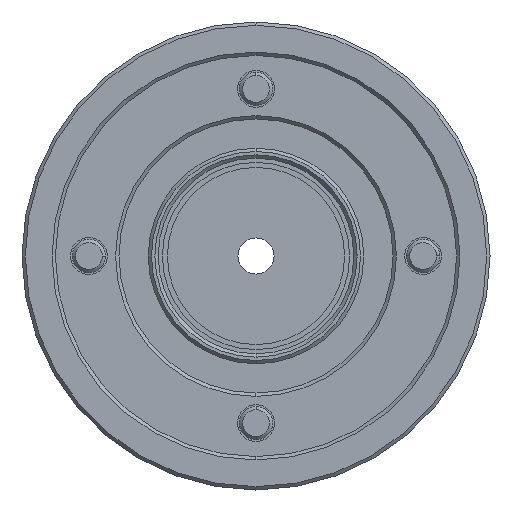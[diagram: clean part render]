
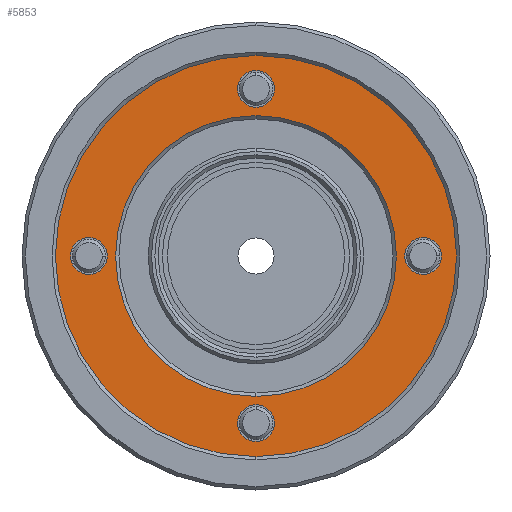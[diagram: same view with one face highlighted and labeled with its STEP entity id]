
A CAD part, left-side view. The second image highlights one B-rep face of the part: STEP entity #5853.
In plain terms, the highlighted planar face has unit normal (-1, 0, 0).
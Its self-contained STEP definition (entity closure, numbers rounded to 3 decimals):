
#85 = DIRECTION ( 'NONE',  ( 0., 0., -1. ) ) ;
#102 = EDGE_CURVE ( 'NONE', #6132, #3445, #2345, .T. ) ;
#132 = DIRECTION ( 'NONE',  ( 1., 0., 0. ) ) ;
#183 = CARTESIAN_POINT ( 'NONE',  ( 5., 0., -60. ) ) ;
#302 = FACE_BOUND ( 'NONE', #4348, .T. ) ;
#486 = CARTESIAN_POINT ( 'NONE',  ( 5., 0., 0. ) ) ;
#498 = EDGE_CURVE ( 'NONE', #6364, #5762, #5904, .T. ) ;
#527 = CARTESIAN_POINT ( 'NONE',  ( 5., 0., 55.5 ) ) ;
#529 = ORIENTED_EDGE ( 'NONE', *, *, #3957, .T. ) ;
#549 = AXIS2_PLACEMENT_3D ( 'NONE', #859, #4997, #1882 ) ;
#703 = CIRCLE ( 'NONE', #2587, 42. ) ;
#723 = CARTESIAN_POINT ( 'NONE',  ( 5., 0., 50. ) ) ;
#859 = CARTESIAN_POINT ( 'NONE',  ( 5., 41., 0. ) ) ;
#875 = AXIS2_PLACEMENT_3D ( 'NONE', #1908, #5536, #2426 ) ;
#957 = DIRECTION ( 'NONE',  ( 1., 0., 0. ) ) ;
#969 = DIRECTION ( 'NONE',  ( 1., 0., 0. ) ) ;
#996 = DIRECTION ( 'NONE',  ( 0., 0., -1. ) ) ;
#1154 = ORIENTED_EDGE ( 'NONE', *, *, #5735, .T. ) ;
#1333 = CARTESIAN_POINT ( 'NONE',  ( 5., 0., -55.5 ) ) ;
#1368 = VERTEX_POINT ( 'NONE', #6638 ) ;
#1492 = DIRECTION ( 'NONE',  ( 0., 0., -1. ) ) ;
#1517 = AXIS2_PLACEMENT_3D ( 'NONE', #4044, #957, #4573 ) ;
#1521 = EDGE_CURVE ( 'NONE', #5371, #3134, #5896, .T. ) ;
#1567 = AXIS2_PLACEMENT_3D ( 'NONE', #5563, #2449, #6077 ) ;
#1667 = EDGE_CURVE ( 'NONE', #5015, #1368, #2503, .T. ) ;
#1716 = CARTESIAN_POINT ( 'NONE',  ( 5., -50., 0. ) ) ;
#1730 = CARTESIAN_POINT ( 'NONE',  ( 5., 0., 0. ) ) ;
#1755 = CARTESIAN_POINT ( 'NONE',  ( 5., 0., 42. ) ) ;
#1882 = DIRECTION ( 'NONE',  ( 0., 0., -1. ) ) ;
#1908 = CARTESIAN_POINT ( 'NONE',  ( 5., 0., 50. ) ) ;
#1981 = CIRCLE ( 'NONE', #3402, 5.5 ) ;
#1995 = AXIS2_PLACEMENT_3D ( 'NONE', #6260, #3149, #85 ) ;
#1998 = ORIENTED_EDGE ( 'NONE', *, *, #5927, .T. ) ;
#2056 = CARTESIAN_POINT ( 'NONE',  ( 5., 0., 44.5 ) ) ;
#2109 = CIRCLE ( 'NONE', #5210, 60. ) ;
#2114 = EDGE_LOOP ( 'NONE', ( #4231, #2595 ) ) ;
#2185 = CARTESIAN_POINT ( 'NONE',  ( 5., 0., 0. ) ) ;
#2230 = DIRECTION ( 'NONE',  ( 0., 0., -1. ) ) ;
#2238 = DIRECTION ( 'NONE',  ( 0., 0., 1. ) ) ;
#2345 = CIRCLE ( 'NONE', #1517, 5.5 ) ;
#2417 = EDGE_LOOP ( 'NONE', ( #3042, #6215 ) ) ;
#2426 = DIRECTION ( 'NONE',  ( 0., 0., -1. ) ) ;
#2445 = CIRCLE ( 'NONE', #5877, 5.5 ) ;
#2449 = DIRECTION ( 'NONE',  ( 1., 0., 0. ) ) ;
#2465 = EDGE_CURVE ( 'NONE', #1368, #5015, #4697, .T. ) ;
#2478 = EDGE_LOOP ( 'NONE', ( #1998, #3229 ) ) ;
#2503 = CIRCLE ( 'NONE', #4415, 5.5 ) ;
#2587 = AXIS2_PLACEMENT_3D ( 'NONE', #486, #4088, #996 ) ;
#2591 = VERTEX_POINT ( 'NONE', #2056 ) ;
#2595 = ORIENTED_EDGE ( 'NONE', *, *, #6203, .T. ) ;
#2606 = VERTEX_POINT ( 'NONE', #527 ) ;
#2701 = DIRECTION ( 'NONE',  ( 0., 0., 1. ) ) ;
#2786 = CARTESIAN_POINT ( 'NONE',  ( 5., 50., 5.5 ) ) ;
#2845 = FACE_BOUND ( 'NONE', #6395, .T. ) ;
#2970 = CARTESIAN_POINT ( 'NONE',  ( 5., -50., 0. ) ) ;
#3042 = ORIENTED_EDGE ( 'NONE', *, *, #6018, .T. ) ;
#3106 = EDGE_LOOP ( 'NONE', ( #529, #5403 ) ) ;
#3134 = VERTEX_POINT ( 'NONE', #1755 ) ;
#3141 = AXIS2_PLACEMENT_3D ( 'NONE', #2185, #5815, #2701 ) ;
#3149 = DIRECTION ( 'NONE',  ( 1., 0., 0. ) ) ;
#3194 = VERTEX_POINT ( 'NONE', #3866 ) ;
#3198 = DIRECTION ( 'NONE',  ( 0., 0., -1. ) ) ;
#3229 = ORIENTED_EDGE ( 'NONE', *, *, #498, .T. ) ;
#3332 = CARTESIAN_POINT ( 'NONE',  ( 5., 50., -5.5 ) ) ;
#3402 = AXIS2_PLACEMENT_3D ( 'NONE', #723, #4322, #1492 ) ;
#3445 = VERTEX_POINT ( 'NONE', #1333 ) ;
#3477 = CARTESIAN_POINT ( 'NONE',  ( 5., 0., -42. ) ) ;
#3497 = DIRECTION ( 'NONE',  ( 0., 0., -1. ) ) ;
#3644 = VERTEX_POINT ( 'NONE', #183 ) ;
#3722 = CARTESIAN_POINT ( 'NONE',  ( 5., 50., 0. ) ) ;
#3746 = CIRCLE ( 'NONE', #1567, 5.5 ) ;
#3866 = CARTESIAN_POINT ( 'NONE',  ( 5., 0., 60. ) ) ;
#3937 = PLANE ( 'NONE',  #549 ) ;
#3957 = EDGE_CURVE ( 'NONE', #3445, #6132, #2445, .T. ) ;
#4044 = CARTESIAN_POINT ( 'NONE',  ( 5., 0., -50. ) ) ;
#4053 = CARTESIAN_POINT ( 'NONE',  ( 5., 0., -50. ) ) ;
#4088 = DIRECTION ( 'NONE',  ( 1., 0., 0. ) ) ;
#4095 = FACE_OUTER_BOUND ( 'NONE', #2114, .T. ) ;
#4231 = ORIENTED_EDGE ( 'NONE', *, *, #5122, .T. ) ;
#4247 = FACE_BOUND ( 'NONE', #2478, .T. ) ;
#4322 = DIRECTION ( 'NONE',  ( 1., 0., 0. ) ) ;
#4348 = EDGE_LOOP ( 'NONE', ( #5540, #1154 ) ) ;
#4363 = ORIENTED_EDGE ( 'NONE', *, *, #1667, .T. ) ;
#4415 = AXIS2_PLACEMENT_3D ( 'NONE', #1716, #5343, #2230 ) ;
#4573 = DIRECTION ( 'NONE',  ( 0., 0., -1. ) ) ;
#4584 = DIRECTION ( 'NONE',  ( 0., 0., -1. ) ) ;
#4697 = CIRCLE ( 'NONE', #6444, 5.5 ) ;
#4721 = CARTESIAN_POINT ( 'NONE',  ( 5., 0., -44.5 ) ) ;
#4997 = DIRECTION ( 'NONE',  ( 1., 0., 0. ) ) ;
#5015 = VERTEX_POINT ( 'NONE', #5088 ) ;
#5088 = CARTESIAN_POINT ( 'NONE',  ( 5., -50., -5.5 ) ) ;
#5122 = EDGE_CURVE ( 'NONE', #3194, #3644, #2109, .T. ) ;
#5210 = AXIS2_PLACEMENT_3D ( 'NONE', #1730, #5357, #2238 ) ;
#5307 = CIRCLE ( 'NONE', #875, 5.5 ) ;
#5315 = ORIENTED_EDGE ( 'NONE', *, *, #2465, .T. ) ;
#5343 = DIRECTION ( 'NONE',  ( 1., 0., 0. ) ) ;
#5357 = DIRECTION ( 'NONE',  ( -1., 0., 0. ) ) ;
#5371 = VERTEX_POINT ( 'NONE', #3477 ) ;
#5403 = ORIENTED_EDGE ( 'NONE', *, *, #102, .T. ) ;
#5465 = FACE_BOUND ( 'NONE', #3106, .T. ) ;
#5536 = DIRECTION ( 'NONE',  ( 1., 0., 0. ) ) ;
#5540 = ORIENTED_EDGE ( 'NONE', *, *, #5887, .T. ) ;
#5563 = CARTESIAN_POINT ( 'NONE',  ( 5., 50., 0. ) ) ;
#5634 = FACE_BOUND ( 'NONE', #2417, .T. ) ;
#5644 = AXIS2_PLACEMENT_3D ( 'NONE', #3722, #132, #3198 ) ;
#5735 = EDGE_CURVE ( 'NONE', #2606, #2591, #1981, .T. ) ;
#5762 = VERTEX_POINT ( 'NONE', #3332 ) ;
#5815 = DIRECTION ( 'NONE',  ( -1., 0., 0. ) ) ;
#5853 = ADVANCED_FACE ( 'NONE', ( #302, #2845, #5465, #4247, #5634, #4095 ), #3937, .F. ) ;
#5877 = AXIS2_PLACEMENT_3D ( 'NONE', #4053, #969, #4584 ) ;
#5887 = EDGE_CURVE ( 'NONE', #2591, #2606, #5307, .T. ) ;
#5896 = CIRCLE ( 'NONE', #1995, 42. ) ;
#5904 = CIRCLE ( 'NONE', #5644, 5.5 ) ;
#5927 = EDGE_CURVE ( 'NONE', #5762, #6364, #3746, .T. ) ;
#6018 = EDGE_CURVE ( 'NONE', #3134, #5371, #703, .T. ) ;
#6077 = DIRECTION ( 'NONE',  ( 0., 0., -1. ) ) ;
#6132 = VERTEX_POINT ( 'NONE', #4721 ) ;
#6203 = EDGE_CURVE ( 'NONE', #3644, #3194, #6417, .T. ) ;
#6215 = ORIENTED_EDGE ( 'NONE', *, *, #1521, .T. ) ;
#6260 = CARTESIAN_POINT ( 'NONE',  ( 5., 0., 0. ) ) ;
#6364 = VERTEX_POINT ( 'NONE', #2786 ) ;
#6395 = EDGE_LOOP ( 'NONE', ( #4363, #5315 ) ) ;
#6417 = CIRCLE ( 'NONE', #3141, 60. ) ;
#6444 = AXIS2_PLACEMENT_3D ( 'NONE', #2970, #6613, #3497 ) ;
#6613 = DIRECTION ( 'NONE',  ( 1., 0., 0. ) ) ;
#6638 = CARTESIAN_POINT ( 'NONE',  ( 5., -50., 5.5 ) ) ;
